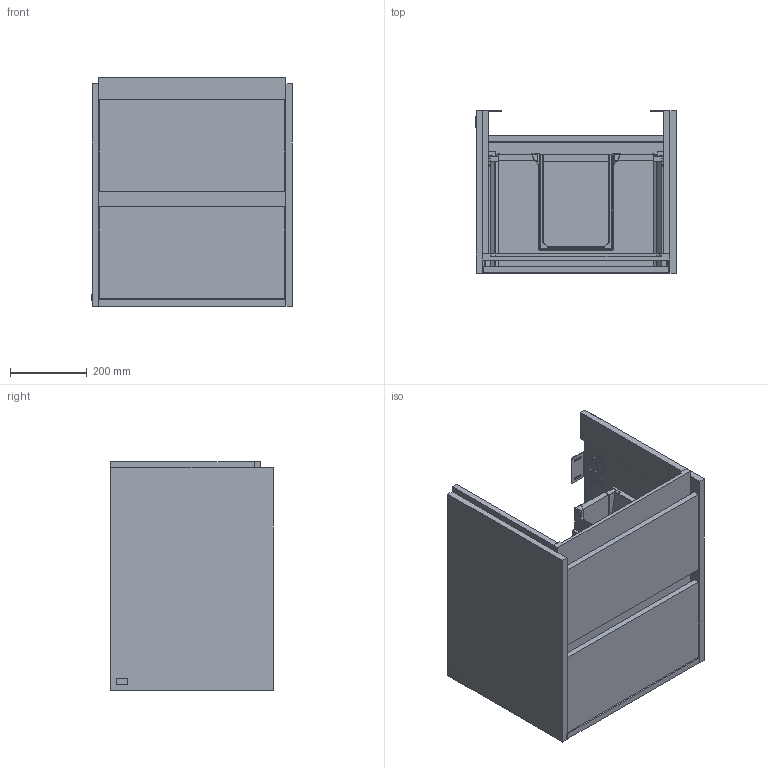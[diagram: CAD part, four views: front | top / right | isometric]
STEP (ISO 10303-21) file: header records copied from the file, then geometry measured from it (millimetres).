
FILE_DESCRIPTION(/* description */ (''),/* implementation_level */ '2;1');
FILE_NAME(/* name */ 'C79300_RFS.stp',/* time_stamp */ '2024-06-18T15:15:47+02:00',/* author */ ('schmidtkonj'),/* organization */ (''),/* preprocessor_version */ 'ST-DEVELOPER v18.1',/* originating_system */ 'Autodesk Inventor 2021',/* authorisation */ '');
FILE_SCHEMA (('AUTOMOTIVE_DESIGN { 1 0 10303 214 3 1 1 }'));
Products named in the file (1): C79300_RFS
Bounding box: 522.5 x 424 x 596 mm (x, y, z)
Volume: 23278720.1 mm3; surface area: 3651878 mm2
Topology: 57 solids, 57 shells, 2046 faces, 5568 edges, 3732 vertices
Faces by surface type: plane 1489, cylinder 499, cone 52, torus 4, bspline 2
Full cylindrical faces by diameter (mm): 4 x12, 5 x8, 5.1 x4, 6 x8, 7 x10, 8 x4, 8.4 x2, 10 x6, 30 x2
Entity records: 65188 total; most frequent: CARTESIAN_POINT 11597, ORIENTED_EDGE 11136, DIRECTION 10876, EDGE_CURVE 5568, LINE 4178, VECTOR 4178, VERTEX_POINT 3732, AXIS2_PLACEMENT_3D 3349
